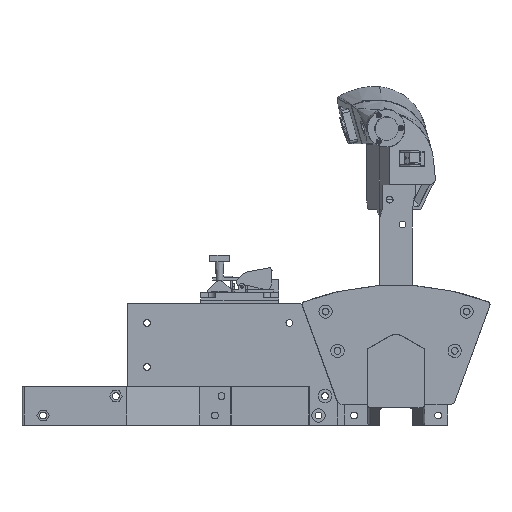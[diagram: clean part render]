
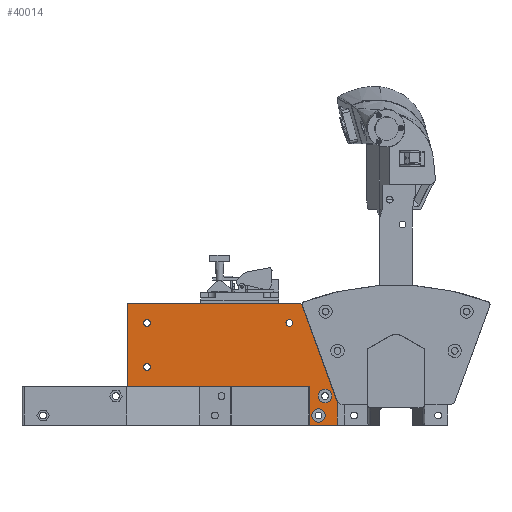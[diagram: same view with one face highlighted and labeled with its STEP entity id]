
A CAD part, left-side view. The second image highlights one B-rep face of the part: STEP entity #40014.
In plain terms, the highlighted planar face has unit normal (-1, 0, 0).
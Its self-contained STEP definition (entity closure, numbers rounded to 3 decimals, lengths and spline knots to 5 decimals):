
#2223=LINE('',#60830,#6288);
#2231=LINE('',#60850,#6296);
#2234=LINE('',#60856,#6299);
#2237=LINE('',#60862,#6302);
#2240=LINE('',#60868,#6305);
#2245=LINE('',#60878,#6310);
#2249=LINE('',#60885,#6314);
#6288=VECTOR('',#49108,1.);
#6296=VECTOR('',#49124,1.);
#6299=VECTOR('',#49129,1.);
#6302=VECTOR('',#49134,1.);
#6305=VECTOR('',#49139,1.);
#6310=VECTOR('',#49146,1.);
#6314=VECTOR('',#49152,1.);
#12607=ORIENTED_EDGE('',*,*,#22283,.F.);
#12608=ORIENTED_EDGE('',*,*,#22290,.T.);
#12609=ORIENTED_EDGE('',*,*,#22293,.T.);
#12610=ORIENTED_EDGE('',*,*,#22296,.T.);
#12611=ORIENTED_EDGE('',*,*,#22299,.F.);
#12612=ORIENTED_EDGE('',*,*,#22302,.F.);
#12613=ORIENTED_EDGE('',*,*,#22307,.T.);
#12614=ORIENTED_EDGE('',*,*,#22311,.F.);
#12615=ORIENTED_EDGE('',*,*,#22321,.F.);
#12616=ORIENTED_EDGE('',*,*,#22319,.F.);
#12617=ORIENTED_EDGE('',*,*,#22317,.F.);
#12618=ORIENTED_EDGE('',*,*,#22316,.F.);
#12619=ORIENTED_EDGE('',*,*,#22314,.F.);
#12620=ORIENTED_EDGE('',*,*,#22323,.F.);
#22283=EDGE_CURVE('',#27463,#27464,#2223,.T.);
#22290=EDGE_CURVE('',#27463,#27469,#30626,.T.);
#22293=EDGE_CURVE('',#27469,#27471,#2231,.T.);
#22296=EDGE_CURVE('',#27471,#27473,#2234,.T.);
#22299=EDGE_CURVE('',#27475,#27473,#2237,.T.);
#22302=EDGE_CURVE('',#27477,#27475,#2240,.T.);
#22307=EDGE_CURVE('',#27477,#27481,#2245,.T.);
#22311=EDGE_CURVE('',#27483,#27481,#2249,.T.);
#22314=EDGE_CURVE('',#27485,#27485,#30629,.T.);
#22316=EDGE_CURVE('',#27487,#27487,#30631,.T.);
#22317=EDGE_CURVE('',#27488,#27488,#30632,.T.);
#22319=EDGE_CURVE('',#27490,#27490,#30634,.T.);
#22321=EDGE_CURVE('',#27464,#27483,#30636,.T.);
#22323=EDGE_CURVE('',#27493,#27493,#30638,.T.);
#27463=VERTEX_POINT('',#60831);
#27464=VERTEX_POINT('',#60832);
#27469=VERTEX_POINT('',#60845);
#27471=VERTEX_POINT('',#60851);
#27473=VERTEX_POINT('',#60857);
#27475=VERTEX_POINT('',#60863);
#27477=VERTEX_POINT('',#60869);
#27481=VERTEX_POINT('',#60879);
#27483=VERTEX_POINT('',#60886);
#27485=VERTEX_POINT('',#60892);
#27487=VERTEX_POINT('',#60897);
#27488=VERTEX_POINT('',#60900);
#27490=VERTEX_POINT('',#60905);
#27493=VERTEX_POINT('',#60914);
#30626=CIRCLE('',#43246,0.002);
#30629=CIRCLE('',#43256,0.00263);
#30631=CIRCLE('',#43259,0.00263);
#30632=CIRCLE('',#43261,0.00525);
#30634=CIRCLE('',#43264,0.00525);
#30636=CIRCLE('',#43267,0.005);
#30638=CIRCLE('',#43270,0.00263);
#32516=EDGE_LOOP('',(#12607,#12608,#12609,#12610,#12611,#12612,#12613,#12614,
#12615));
#32517=EDGE_LOOP('',(#12616));
#32518=EDGE_LOOP('',(#12617));
#32519=EDGE_LOOP('',(#12618));
#32520=EDGE_LOOP('',(#12619));
#32521=EDGE_LOOP('',(#12620));
#35640=FACE_BOUND('',#32516,.T.);
#35641=FACE_BOUND('',#32517,.T.);
#35642=FACE_BOUND('',#32518,.T.);
#35643=FACE_BOUND('',#32519,.T.);
#35644=FACE_BOUND('',#32520,.T.);
#35645=FACE_BOUND('',#32521,.T.);
#38357=PLANE('',#43272);
#40014=ADVANCED_FACE('',(#35640,#35641,#35642,#35643,#35644,#35645),#38357,
 .T.);
#43246=AXIS2_PLACEMENT_3D('',#60844,#49117,#49118);
#43256=AXIS2_PLACEMENT_3D('',#60891,#49158,#49159);
#43259=AXIS2_PLACEMENT_3D('',#60896,#49164,#49165);
#43261=AXIS2_PLACEMENT_3D('',#60899,#49168,#49169);
#43264=AXIS2_PLACEMENT_3D('',#60904,#49174,#49175);
#43267=AXIS2_PLACEMENT_3D('',#60909,#49180,#49181);
#43270=AXIS2_PLACEMENT_3D('',#60913,#49186,#49187);
#43272=AXIS2_PLACEMENT_3D('',#60917,#49191,#49192);
#49108=DIRECTION('',(0.,-0.342,-0.94));
#49117=DIRECTION('',(-1.,0.,0.));
#49118=DIRECTION('',(0.,0.,1.));
#49124=DIRECTION('',(0.,1.,0.));
#49129=DIRECTION('',(0.,0.,-1.));
#49134=DIRECTION('',(0.,1.,0.));
#49139=DIRECTION('',(0.,0.,1.));
#49146=DIRECTION('',(0.,-1.,0.));
#49152=DIRECTION('',(0.,0.,-1.));
#49158=DIRECTION('',(-1.,0.,0.));
#49159=DIRECTION('',(0.,0.,1.));
#49164=DIRECTION('',(-1.,0.,0.));
#49165=DIRECTION('',(0.,0.,1.));
#49168=DIRECTION('',(-1.,0.,0.));
#49169=DIRECTION('',(0.,0.,1.));
#49174=DIRECTION('',(-1.,0.,0.));
#49175=DIRECTION('',(0.,0.,1.));
#49180=DIRECTION('',(1.,0.,0.));
#49181=DIRECTION('',(0.,0.,1.));
#49186=DIRECTION('',(-1.,0.,0.));
#49187=DIRECTION('',(0.,0.,1.));
#49191=DIRECTION('',(-1.,0.,0.));
#49192=DIRECTION('',(0.,-1.,0.));
#60830=CARTESIAN_POINT('',(-0.08626,0.14732,0.0667));
#60831=CARTESIAN_POINT('',(-0.08626,0.16029,0.10235));
#60832=CARTESIAN_POINT('',(-0.08626,0.13328,0.02814));
#60844=CARTESIAN_POINT('',(-0.08626,0.16217,0.10167));
#60845=CARTESIAN_POINT('',(-0.08626,0.16217,0.10367));
#60850=CARTESIAN_POINT('',(-0.08626,0.22856,0.10367));
#60851=CARTESIAN_POINT('',(-0.08626,0.29517,0.10367));
#60856=CARTESIAN_POINT('',(-0.08626,0.29517,0.07167));
#60857=CARTESIAN_POINT('',(-0.08626,0.29517,0.03988));
#60862=CARTESIAN_POINT('',(-0.08626,0.15515,0.03988));
#60863=CARTESIAN_POINT('',(-0.08626,0.15497,0.03988));
#60868=CARTESIAN_POINT('',(-0.08626,0.15497,0.06385));
#60869=CARTESIAN_POINT('',(-0.08626,0.15497,0.00968));
#60878=CARTESIAN_POINT('',(-0.08626,0.14407,0.00968));
#60879=CARTESIAN_POINT('',(-0.08626,0.13298,0.00968));
#60885=CARTESIAN_POINT('',(-0.08626,0.13298,0.01834));
#60886=CARTESIAN_POINT('',(-0.08626,0.13298,0.02643));
#60891=CARTESIAN_POINT('',(-0.08626,0.17017,0.08867));
#60892=CARTESIAN_POINT('',(-0.08626,0.17017,0.09129));
#60896=CARTESIAN_POINT('',(-0.08626,0.28017,0.08867));
#60897=CARTESIAN_POINT('',(-0.08626,0.28017,0.09129));
#60899=CARTESIAN_POINT('',(-0.08626,0.14767,0.01718));
#60900=CARTESIAN_POINT('',(-0.08626,0.14767,0.02243));
#60904=CARTESIAN_POINT('',(-0.08626,0.14267,0.03218));
#60905=CARTESIAN_POINT('',(-0.08626,0.14267,0.03743));
#60909=CARTESIAN_POINT('',(-0.08626,0.13798,0.02643));
#60913=CARTESIAN_POINT('',(-0.08626,0.28017,0.05468));
#60914=CARTESIAN_POINT('',(-0.08626,0.28017,0.0573));
#60917=CARTESIAN_POINT('',(-0.08626,0.15515,0.06385));
